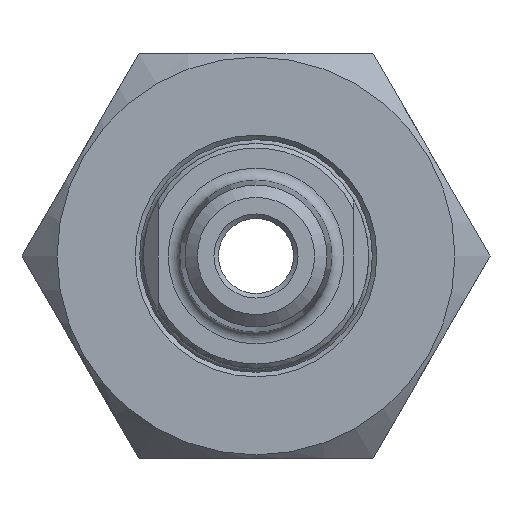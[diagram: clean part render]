
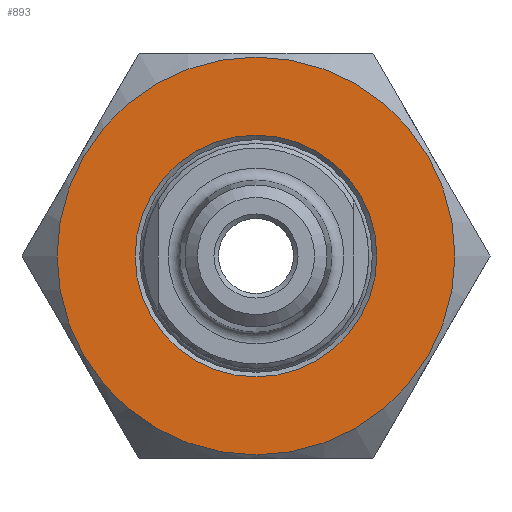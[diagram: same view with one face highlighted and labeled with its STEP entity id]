
A CAD part, left-side view. The second image highlights one B-rep face of the part: STEP entity #893.
In plain terms, the highlighted planar face has unit normal (-1, 0, 0).
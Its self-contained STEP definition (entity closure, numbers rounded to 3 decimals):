
#48=FACE_BOUND('',#150,.T.);
#64=PLANE('',#1032);
#93=FACE_OUTER_BOUND('',#149,.T.);
#149=EDGE_LOOP('',(#648));
#150=EDGE_LOOP('',(#649));
#315=CIRCLE('',#1013,13.25);
#322=CIRCLE('',#1027,8.05);
#390=VERTEX_POINT('',#1496);
#396=VERTEX_POINT('',#1522);
#479=EDGE_CURVE('',#390,#390,#315,.T.);
#491=EDGE_CURVE('',#396,#396,#322,.T.);
#648=ORIENTED_EDGE('',*,*,#479,.T.);
#649=ORIENTED_EDGE('',*,*,#491,.F.);
#893=ADVANCED_FACE('',(#93,#48),#64,.T.);
#1013=AXIS2_PLACEMENT_3D('',#1498,#1149,#1150);
#1027=AXIS2_PLACEMENT_3D('',#1523,#1182,#1183);
#1032=AXIS2_PLACEMENT_3D('',#1533,#1194,#1195);
#1149=DIRECTION('center_axis',(-1.,0.,0.));
#1150=DIRECTION('ref_axis',(0.,1.,0.));
#1182=DIRECTION('center_axis',(-1.,0.,0.));
#1183=DIRECTION('ref_axis',(0.,0.,-1.));
#1194=DIRECTION('center_axis',(-1.,0.,0.));
#1195=DIRECTION('ref_axis',(0.,0.,1.));
#1496=CARTESIAN_POINT('',(-13.5,-13.25,0.));
#1498=CARTESIAN_POINT('Origin',(-13.5,0.,0.));
#1522=CARTESIAN_POINT('',(-13.5,0.,8.05));
#1523=CARTESIAN_POINT('Origin',(-13.5,0.,0.));
#1533=CARTESIAN_POINT('Origin',(-13.5,0.,0.));
